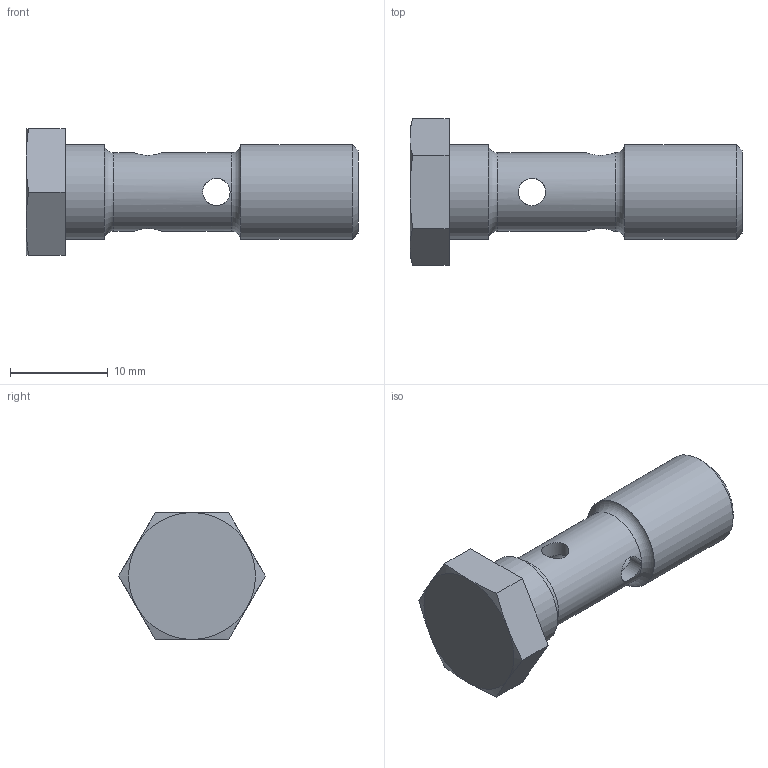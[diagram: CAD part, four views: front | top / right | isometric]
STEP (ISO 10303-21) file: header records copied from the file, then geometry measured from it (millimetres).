
FILE_DESCRIPTION(/* description */ ('STEP AP214'),/* implementation_level */ '2;1');
FILE_NAME(/* name */ '8626_VT-1_8',/* time_stamp */ '2024-09-17T11:14:49+02:00',/* author */ ('License CC BY-ND 4.0'),/* organization */ ('CADENAS'),/* preprocessor_version */ 'ST-DEVELOPER v19.3',/* originating_system */ 'PARTsolutions',/* authorisation */ ' ');
FILE_SCHEMA (('AUTOMOTIVE_DESIGN {1 0 10303 214 3 1 1}'));
Length unit declared in the file: millimetre
Products named in the file (1): 8626 VT-1/8
Bounding box: 34 x 15.01 x 13 mm (x, y, z)
Volume: 1982.5 mm3; surface area: 1696.1 mm2
Topology: 1 solids, 1 shells, 27 faces, 65 edges, 39 vertices
Faces by surface type: plane 9, cylinder 8, cone 8, torus 2
Full cylindrical faces by diameter (mm): 2.8 x4, 5 x1, 8 x1, 9.7 x1, 9.728 x1
Entity records: 791 total; most frequent: CARTESIAN_POINT 228, DIRECTION 98, ORIENTED_EDGE 94, FACE_BOUND 49, EDGE_LOOP 48, EDGE_CURVE 47, AXIS2_PLACEMENT_3D 43, VERTEX_POINT 36
